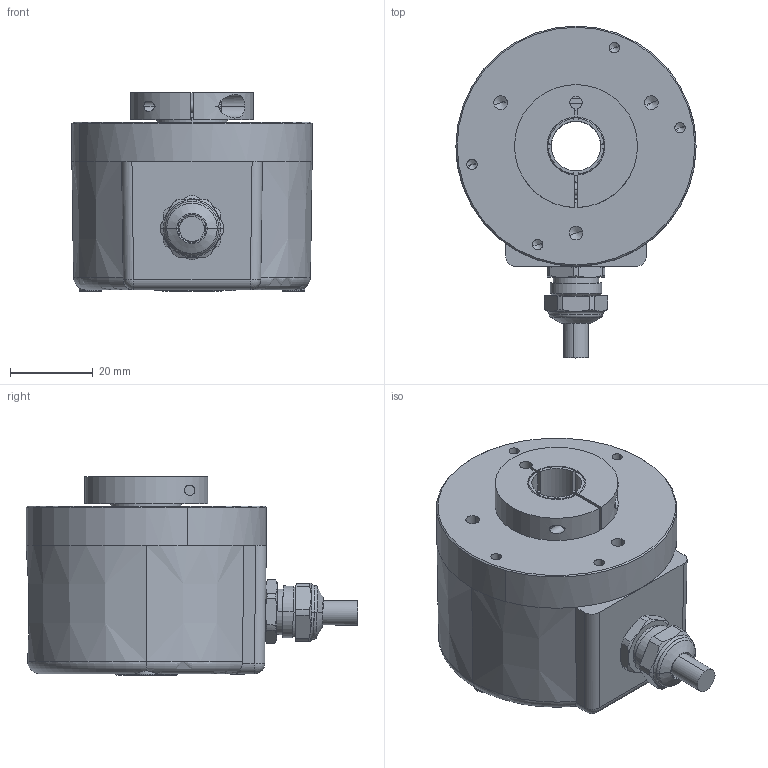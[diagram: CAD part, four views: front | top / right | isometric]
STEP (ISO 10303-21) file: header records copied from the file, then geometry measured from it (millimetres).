
FILE_DESCRIPTION (( 'STEP AP203' ), '1' );
FILE_NAME ('59S.22#1#.STEP', '2018-11-23T08:24:53', ( '' ), ( '' ), 'SwSTEP 2.0', 'SolidWorks 2014', '' );
FILE_SCHEMA (( 'CONFIG_CONTROL_DESIGN' ));
Length unit declared in the file: millimetre
Products named in the file (1): 59S.22#1#
Bounding box: 58 x 80.12 x 48 mm (x, y, z)
Volume: 106744.9 mm3; surface area: 20429.9 mm2
Topology: 5 solids, 8 shells, 421 faces, 1028 edges, 638 vertices
Faces by surface type: plane 204, cylinder 123, cone 63, torus 25, bspline 4, sphere 2
Entity records: 13035 total; most frequent: CARTESIAN_POINT 2996, DIRECTION 2136, ORIENTED_EDGE 2016, EDGE_CURVE 1008, AXIS2_PLACEMENT_3D 778, VERTEX_POINT 638, VECTOR 580, LINE 580
